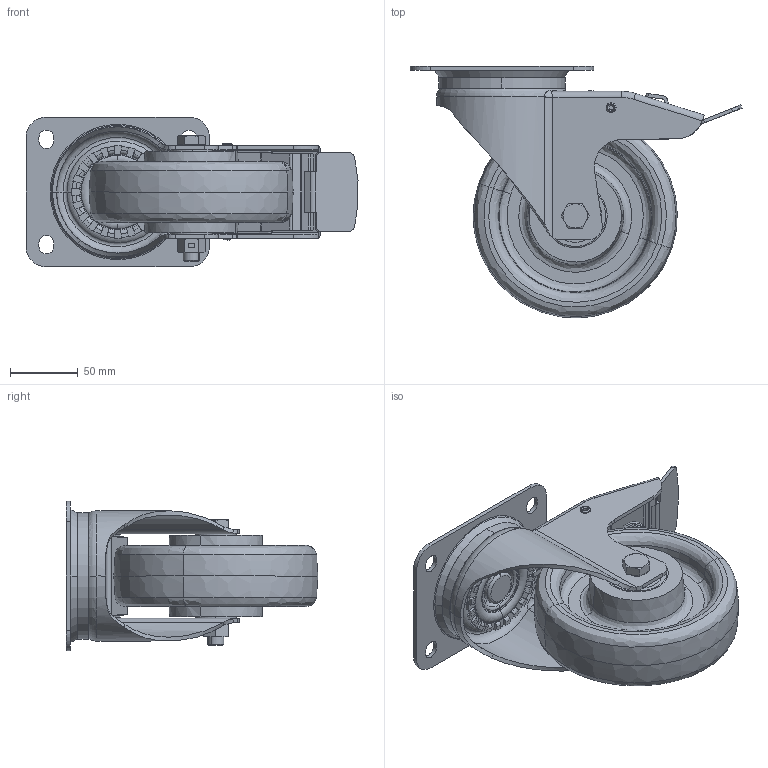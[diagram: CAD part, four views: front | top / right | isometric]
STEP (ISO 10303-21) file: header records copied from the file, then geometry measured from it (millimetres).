
FILE_DESCRIPTION (( 'STEP AP214' ), '1' );
FILE_NAME ('0056028.step', '2023-07-25T10:00:20', ( '' ), ( '' ), 'SwSTEP 2.0', 'SolidWorks 2020', '' );
FILE_SCHEMA (( 'AUTOMOTIVE_DESIGN' ));
Length unit declared in the file: millimetre
Products named in the file (1): 0056028
Bounding box: 244.14 x 184.98 x 110 mm (x, y, z)
Volume: 798422.5 mm3; surface area: 267445.1 mm2
Topology: 24 solids, 25 shells, 1336 faces, 3430 edges, 2114 vertices
Faces by surface type: plane 487, cylinder 339, torus 252, cone 116, sphere 74, bspline 68
Entity records: 65013 total; most frequent: CARTESIAN_POINT 18398, DIRECTION 6823, ORIENTED_EDGE 6572, EDGE_CURVE 3286, AXIS2_PLACEMENT_3D 2748, VERTEX_POINT 2030, CIRCLE 1479, EDGE_LOOP 1432
